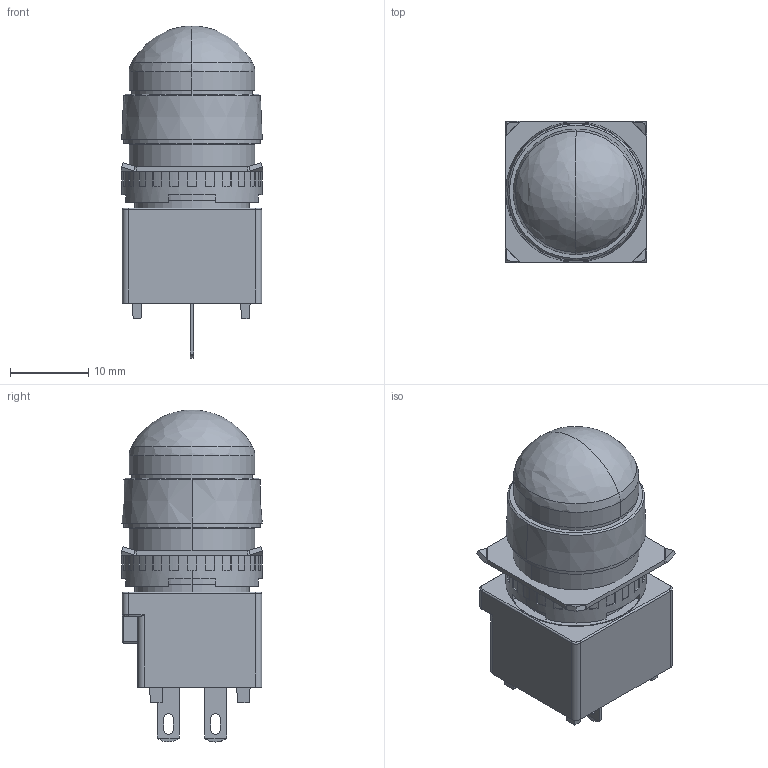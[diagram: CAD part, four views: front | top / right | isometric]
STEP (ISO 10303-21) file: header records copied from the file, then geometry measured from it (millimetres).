
FILE_DESCRIPTION (( 'STEP AP214' ), '1' );
FILE_NAME ('17_LB1P-2T0[1][3][4]$.STEP', '2020-09-25T00:04:14', ( 'IDEC' ), ( 'IDEC' ), 'SwSTEP 2.0', 'SolidWorks 2019', '' );
FILE_SCHEMA (( 'AUTOMOTIVE_DESIGN' ));
Length unit declared in the file: millimetre
Products named in the file (5): LB-OPERATOR-P2; 17_LB1P-2T0[1][3][4]$; LB-T00; LB-BODY-M; LB-NUT-SET
Assembly tree (4 placements, depth 2):
  17_LB1P-2T0[1][3][4]$
    LB-BODY-M
    LB-OPERATOR-P2
    LB-T00
    LB-NUT-SET
Bounding box: 18.07 x 18.07 x 42.3 mm (x, y, z)
Volume: 7513.6 mm3; surface area: 4920.2 mm2
Topology: 4 solids, 4 shells, 343 faces, 890 edges, 561 vertices
Faces by surface type: plane 198, cylinder 111, bspline 24, cone 10
Entity records: 12250 total; most frequent: CARTESIAN_POINT 2337, ORIENTED_EDGE 1764, DIRECTION 1761, EDGE_CURVE 882, AXIS2_PLACEMENT_3D 595, VECTOR 571, LINE 571, VERTEX_POINT 561
